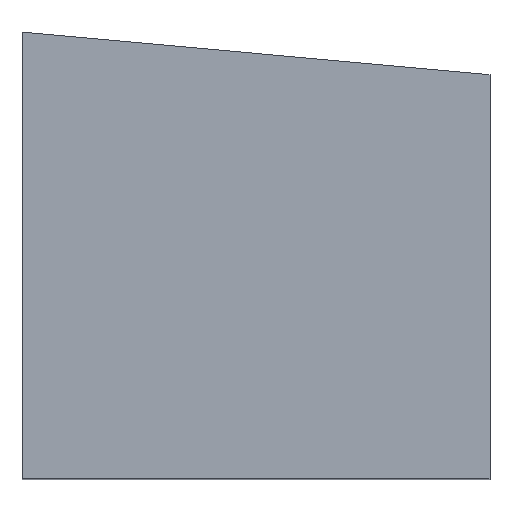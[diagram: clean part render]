
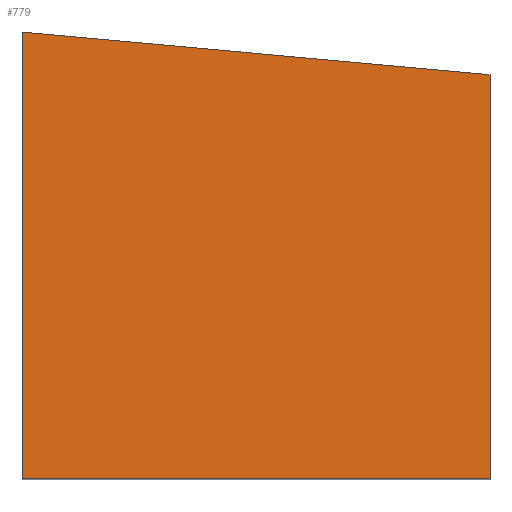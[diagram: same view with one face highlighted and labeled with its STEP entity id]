
A CAD part, top view. The second image highlights one B-rep face of the part: STEP entity #779.
In plain terms, the highlighted planar face has unit normal (0.045, 0, 0.999).
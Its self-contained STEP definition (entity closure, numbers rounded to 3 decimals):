
#91=PLANE('',#933);
#134=FACE_OUTER_BOUND('',#181,.T.);
#181=EDGE_LOOP('',(#614,#615,#616,#617));
#246=LINE('',#1284,#335);
#247=LINE('',#1286,#336);
#248=LINE('',#1288,#337);
#249=LINE('',#1289,#338);
#335=VECTOR('',#1048,10.);
#336=VECTOR('',#1049,10.);
#337=VECTOR('',#1050,10.);
#338=VECTOR('',#1051,10.);
#425=VERTEX_POINT('',#1282);
#426=VERTEX_POINT('',#1283);
#427=VERTEX_POINT('',#1285);
#428=VERTEX_POINT('',#1287);
#499=EDGE_CURVE('',#425,#426,#246,.T.);
#500=EDGE_CURVE('',#427,#425,#247,.T.);
#501=EDGE_CURVE('',#428,#427,#248,.T.);
#502=EDGE_CURVE('',#426,#428,#249,.T.);
#614=ORIENTED_EDGE('',*,*,#499,.F.);
#615=ORIENTED_EDGE('',*,*,#500,.F.);
#616=ORIENTED_EDGE('',*,*,#501,.F.);
#617=ORIENTED_EDGE('',*,*,#502,.F.);
#779=ADVANCED_FACE('',(#134),#91,.F.);
#933=AXIS2_PLACEMENT_3D('',#1281,#1046,#1047);
#1046=DIRECTION('center_axis',(-0.045,0.,
-0.999));
#1047=DIRECTION('ref_axis',(-0.999,0.,0.045));
#1048=DIRECTION('',(0.995,-0.09,-0.045));
#1049=DIRECTION('',(0.,1.,0.));
#1050=DIRECTION('',(-0.999,0.,0.045));
#1051=DIRECTION('',(0.,-1.,0.));
#1281=CARTESIAN_POINT('Origin',(-97.418,-17.128,140.));
#1282=CARTESIAN_POINT('',(-97.418,87.872,140.));
#1283=CARTESIAN_POINT('',(12.582,77.872,135.));
#1284=CARTESIAN_POINT('',(-89.544,87.156,139.642));
#1285=CARTESIAN_POINT('',(-97.418,-17.128,140.));
#1286=CARTESIAN_POINT('',(-97.418,87.872,140.));
#1287=CARTESIAN_POINT('',(12.582,-17.128,135.));
#1288=CARTESIAN_POINT('',(-39.356,-17.128,137.361));
#1289=CARTESIAN_POINT('',(12.582,30.372,135.));
